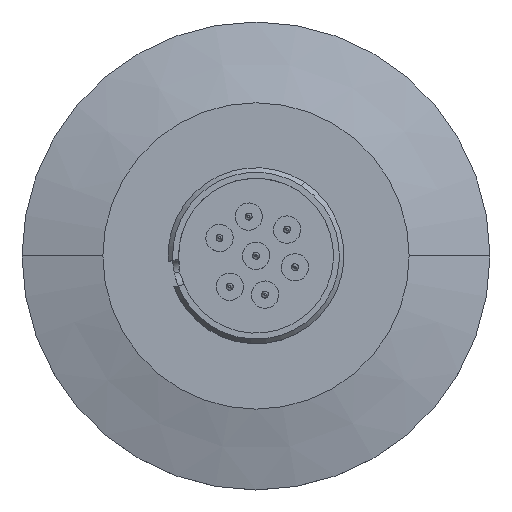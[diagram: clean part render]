
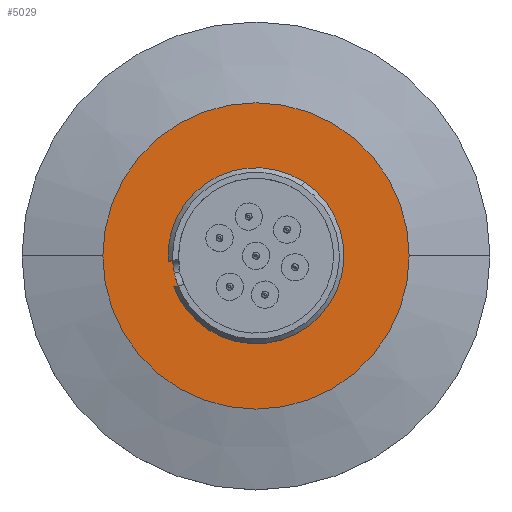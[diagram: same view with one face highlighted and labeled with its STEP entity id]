
A CAD part, top view. The second image highlights one B-rep face of the part: STEP entity #5029.
In plain terms, the highlighted planar face has unit normal (0, 0, 1).
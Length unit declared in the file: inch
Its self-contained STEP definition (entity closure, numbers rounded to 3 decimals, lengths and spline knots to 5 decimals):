
#200 = DIRECTION ( 'NONE',  ( 1., 0., 0. ) ) ;
#201 = DIRECTION ( 'NONE',  ( 0., 0., 1. ) ) ;
#202 = CARTESIAN_POINT ( 'NONE',  ( 0., 0., 0.2 ) ) ;
#289 = ORIENTED_EDGE ( 'NONE', *, *, #2546, .T. ) ;
#375 = ORIENTED_EDGE ( 'NONE', *, *, #873, .T. ) ;
#400 = ORIENTED_EDGE ( 'NONE', *, *, #2698, .T. ) ;
#407 = ORIENTED_EDGE ( 'NONE', *, *, #757, .T. ) ;
#757 = EDGE_CURVE ( 'NONE', #4418, #4387, #3074, .T. ) ;
#873 = EDGE_CURVE ( 'NONE', #4387, #4418, #3014, .T. ) ;
#1151 = CARTESIAN_POINT ( 'NONE',  ( 0.707, 0., 0.2 ) ) ;
#1270 = CARTESIAN_POINT ( 'NONE',  ( -0.20428, -0.31268, 0.2 ) ) ;
#1295 = CARTESIAN_POINT ( 'NONE',  ( 0.20428, 0.31268, 0.2 ) ) ;
#1394 = FACE_BOUND ( 'NONE', #4411, .T. ) ;
#1402 = FACE_OUTER_BOUND ( 'NONE', #4391, .T. ) ;
#1476 = CARTESIAN_POINT ( 'NONE',  ( -0.707, 0., 0.2 ) ) ;
#1604 = CIRCLE ( 'NONE', #4064, 0.707 ) ;
#2546 = EDGE_CURVE ( 'NONE', #4561, #4200, #2815, .T. ) ;
#2698 = EDGE_CURVE ( 'NONE', #4200, #4561, #1604, .T. ) ;
#2815 = CIRCLE ( 'NONE', #3917, 0.707 ) ;
#3014 = CIRCLE ( 'NONE', #6253, 0.3735 ) ;
#3074 = CIRCLE ( 'NONE', #6292, 0.3735 ) ;
#3917 = AXIS2_PLACEMENT_3D ( 'NONE', #6371, #6369, #6368 ) ;
#4064 = AXIS2_PLACEMENT_3D ( 'NONE', #202, #201, #200 ) ;
#4200 = VERTEX_POINT ( 'NONE', #1476 ) ;
#4387 = VERTEX_POINT ( 'NONE', #1295 ) ;
#4391 = EDGE_LOOP ( 'NONE', ( #400, #289 ) ) ;
#4411 = EDGE_LOOP ( 'NONE', ( #407, #375 ) ) ;
#4418 = VERTEX_POINT ( 'NONE', #1270 ) ;
#4561 = VERTEX_POINT ( 'NONE', #1151 ) ;
#5029 = ADVANCED_FACE ( 'NONE', ( #1394, #1402 ), #6027, .T. ) ;
#5436 = DIRECTION ( 'NONE',  ( 1., 0., 0. ) ) ;
#5437 = DIRECTION ( 'NONE',  ( 0., 0., -1. ) ) ;
#5438 = CARTESIAN_POINT ( 'NONE',  ( 0., 0., 0.2 ) ) ;
#5627 = AXIS2_PLACEMENT_3D ( 'NONE', #6029, #6026, #6041 ) ;
#5668 = DIRECTION ( 'NONE',  ( 1., 0., 0. ) ) ;
#5669 = DIRECTION ( 'NONE',  ( 0., 0., -1. ) ) ;
#5671 = CARTESIAN_POINT ( 'NONE',  ( 0., 0., 0.2 ) ) ;
#6026 = DIRECTION ( 'NONE',  ( 0., 0., 1. ) ) ;
#6027 = PLANE ( 'NONE',  #5627 ) ;
#6029 = CARTESIAN_POINT ( 'NONE',  ( 0., 0., 0.2 ) ) ;
#6041 = DIRECTION ( 'NONE',  ( 1., 0., 0. ) ) ;
#6253 = AXIS2_PLACEMENT_3D ( 'NONE', #5438, #5437, #5436 ) ;
#6292 = AXIS2_PLACEMENT_3D ( 'NONE', #5671, #5669, #5668 ) ;
#6368 = DIRECTION ( 'NONE',  ( 1., 0., 0. ) ) ;
#6369 = DIRECTION ( 'NONE',  ( 0., 0., 1. ) ) ;
#6371 = CARTESIAN_POINT ( 'NONE',  ( 0., 0., 0.2 ) ) ;
